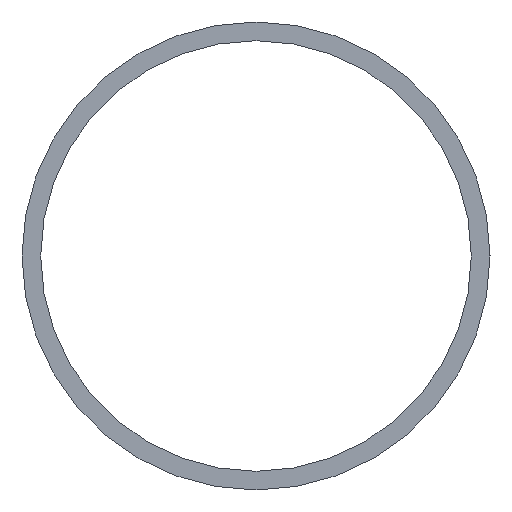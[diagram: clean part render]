
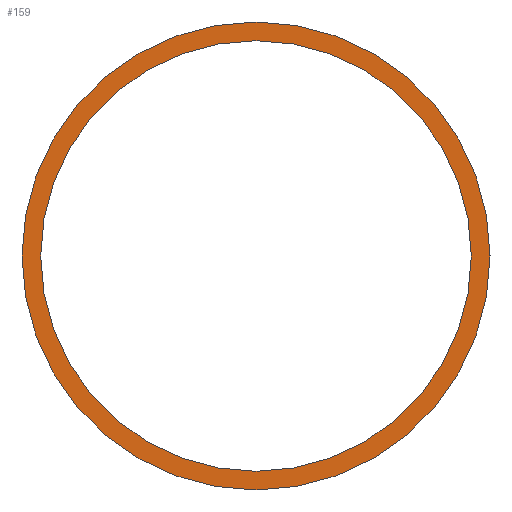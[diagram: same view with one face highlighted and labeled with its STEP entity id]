
A CAD part, left-side view. The second image highlights one B-rep face of the part: STEP entity #159.
In plain terms, the highlighted planar face has unit normal (-1, 0, 0).
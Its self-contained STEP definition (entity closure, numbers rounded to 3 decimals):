
#3 = CARTESIAN_POINT ( 'NONE',  ( 0., 0., -12.5 ) ) ;
#9 = DIRECTION ( 'NONE',  ( 0., 0., -1. ) ) ;
#20 = AXIS2_PLACEMENT_3D ( 'NONE', #95, #29, #123 ) ;
#23 = VERTEX_POINT ( 'NONE', #3 ) ;
#24 = EDGE_LOOP ( 'NONE', ( #150 ) ) ;
#29 = DIRECTION ( 'NONE',  ( 1., 0., 0. ) ) ;
#30 = CARTESIAN_POINT ( 'NONE',  ( 0., 0., 0. ) ) ;
#46 = DIRECTION ( 'NONE',  ( 0., 0., -1. ) ) ;
#59 = ORIENTED_EDGE ( 'NONE', *, *, #116, .F. ) ;
#60 = EDGE_LOOP ( 'NONE', ( #59 ) ) ;
#77 = AXIS2_PLACEMENT_3D ( 'NONE', #168, #88, #9 ) ;
#87 = AXIS2_PLACEMENT_3D ( 'NONE', #30, #125, #46 ) ;
#88 = DIRECTION ( 'NONE',  ( 1., 0., 0. ) ) ;
#89 = FACE_OUTER_BOUND ( 'NONE', #60, .T. ) ;
#94 = VERTEX_POINT ( 'NONE', #138 ) ;
#95 = CARTESIAN_POINT ( 'NONE',  ( 0., 0., 0. ) ) ;
#109 = EDGE_CURVE ( 'NONE', #94, #94, #160, .T. ) ;
#111 = PLANE ( 'NONE',  #20 ) ;
#116 = EDGE_CURVE ( 'NONE', #23, #23, #157, .T. ) ;
#123 = DIRECTION ( 'NONE',  ( 0., 0., -1. ) ) ;
#125 = DIRECTION ( 'NONE',  ( 1., 0., 0. ) ) ;
#138 = CARTESIAN_POINT ( 'NONE',  ( 0., 0., -11.5 ) ) ;
#150 = ORIENTED_EDGE ( 'NONE', *, *, #109, .T. ) ;
#152 = FACE_BOUND ( 'NONE', #24, .T. ) ;
#157 = CIRCLE ( 'NONE', #77, 12.5 ) ;
#159 = ADVANCED_FACE ( 'NONE', ( #89, #152 ), #111, .F. ) ;
#160 = CIRCLE ( 'NONE', #87, 11.5 ) ;
#168 = CARTESIAN_POINT ( 'NONE',  ( 0., 0., 0. ) ) ;
